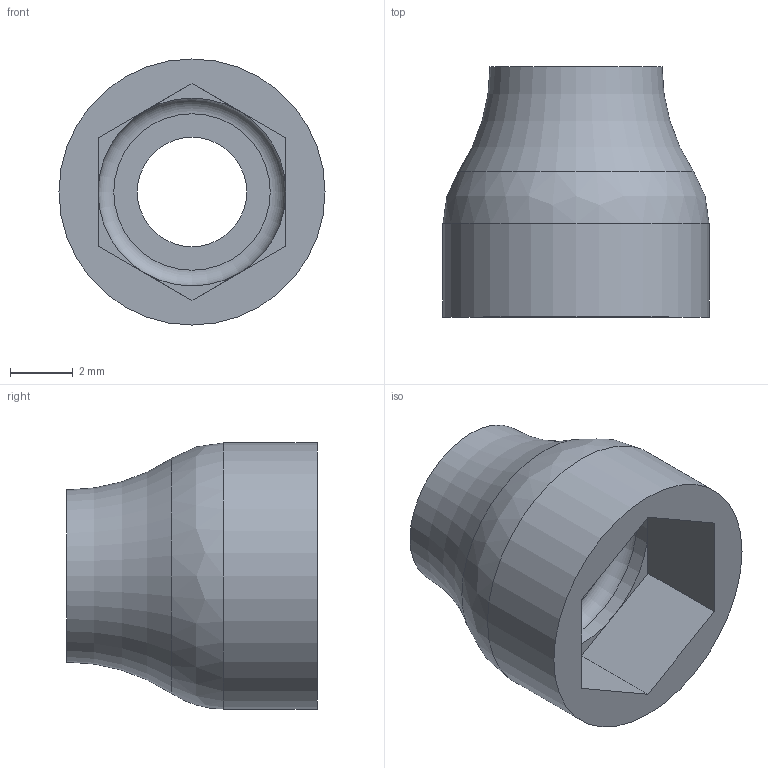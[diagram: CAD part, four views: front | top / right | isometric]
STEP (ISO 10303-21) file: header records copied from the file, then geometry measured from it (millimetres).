
FILE_DESCRIPTION(/* description */ (''),/* implementation_level */ '2;1');
FILE_NAME(/* name */ 'bottomstandoff.step',/* time_stamp */ '2018-08-10T13:13:31+02:00',/* author */ ('account-autodeskZK8T7'),/* organization */ (''),/* preprocessor_version */ 'ST-DEVELOPER v17',/* originating_system */ 'Autodesk Translation Framework v7.1.0.215',/* authorisation */ '');
FILE_SCHEMA (('AUTOMOTIVE_DESIGN { 1 0 10303 214 3 1 1 }'));
Length unit declared in the file: millimetre
Products named in the file (1): bottomstandoff
Bounding box: 8.5 x 8 x 8.5 mm (x, y, z)
Volume: 198.1 mm3; surface area: 376.1 mm2
Topology: 1 solids, 1 shells, 21 faces, 52 edges, 34 vertices
Faces by surface type: plane 15, cylinder 3, torus 2, bspline 1
Full cylindrical faces by diameter (mm): 3.5 x1, 6 x1, 8.5 x1
Entity records: 694 total; most frequent: CARTESIAN_POINT 134, DIRECTION 119, ORIENTED_EDGE 104, EDGE_CURVE 52, AXIS2_PLACEMENT_3D 46, VERTEX_POINT 34, LINE 27, VECTOR 27
